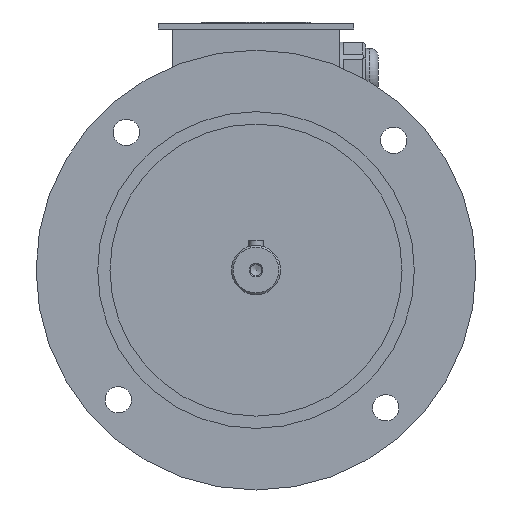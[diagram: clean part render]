
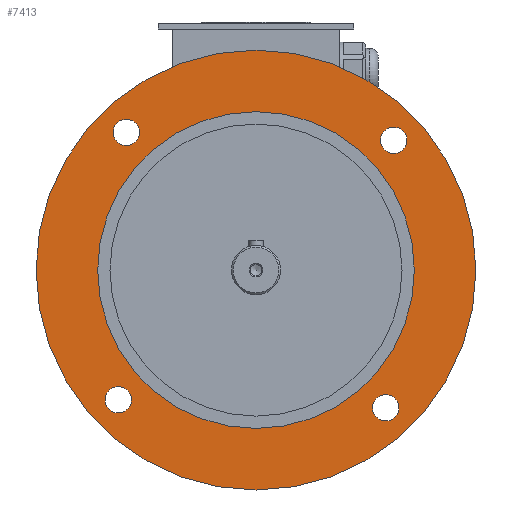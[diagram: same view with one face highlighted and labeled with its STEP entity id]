
A CAD part, front view. The second image highlights one B-rep face of the part: STEP entity #7413.
In plain terms, the highlighted planar face has unit normal (0, -1, 0).
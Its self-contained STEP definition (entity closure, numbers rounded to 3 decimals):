
#204=CIRCLE('',#7726,7.5);
#206=CIRCLE('',#7729,7.5);
#208=CIRCLE('',#7732,7.5);
#213=CIRCLE('',#7739,90.);
#223=CIRCLE('',#7763,7.5);
#224=CIRCLE('',#7764,125.);
#471=ORIENTED_EDGE('',*,*,#1948,.F.);
#472=ORIENTED_EDGE('',*,*,#1950,.F.);
#473=ORIENTED_EDGE('',*,*,#1952,.F.);
#474=ORIENTED_EDGE('',*,*,#1977,.F.);
#475=ORIENTED_EDGE('',*,*,#1978,.F.);
#476=ORIENTED_EDGE('',*,*,#1957,.T.);
#1948=EDGE_CURVE('',#2711,#2711,#204,.T.);
#1950=EDGE_CURVE('',#2713,#2713,#206,.T.);
#1952=EDGE_CURVE('',#2715,#2715,#208,.T.);
#1957=EDGE_CURVE('',#2720,#2720,#213,.T.);
#1977=EDGE_CURVE('',#2737,#2737,#223,.T.);
#1978=EDGE_CURVE('',#2738,#2738,#224,.T.);
#2711=VERTEX_POINT('',#9876);
#2713=VERTEX_POINT('',#9881);
#2715=VERTEX_POINT('',#9886);
#2720=VERTEX_POINT('',#9898);
#2737=VERTEX_POINT('',#10149);
#2738=VERTEX_POINT('',#10151);
#4199=EDGE_LOOP('',(#471));
#4200=EDGE_LOOP('',(#472));
#4201=EDGE_LOOP('',(#473));
#4202=EDGE_LOOP('',(#474));
#4203=EDGE_LOOP('',(#475));
#4204=EDGE_LOOP('',(#476));
#4590=FACE_BOUND('',#4199,.T.);
#4591=FACE_BOUND('',#4200,.T.);
#4592=FACE_BOUND('',#4201,.T.);
#4593=FACE_BOUND('',#4202,.T.);
#4594=FACE_BOUND('',#4203,.T.);
#4595=FACE_BOUND('',#4204,.T.);
#4953=PLANE('',#7762);
#7413=ADVANCED_FACE('',(#4590,#4591,#4592,#4593,#4594,#4595),#4953,.F.);
#7726=AXIS2_PLACEMENT_3D('',#9875,#8298,#8299);
#7729=AXIS2_PLACEMENT_3D('',#9880,#8304,#8305);
#7732=AXIS2_PLACEMENT_3D('',#9885,#8310,#8311);
#7739=AXIS2_PLACEMENT_3D('',#9897,#8324,#8325);
#7762=AXIS2_PLACEMENT_3D('',#10147,#8378,#8379);
#7763=AXIS2_PLACEMENT_3D('',#10148,#8380,#8381);
#7764=AXIS2_PLACEMENT_3D('',#10150,#8382,#8383);
#8298=DIRECTION('',(0.,-1.,0.));
#8299=DIRECTION('',(0.,0.,1.));
#8304=DIRECTION('',(0.,-1.,0.));
#8305=DIRECTION('',(-1.,0.,0.));
#8310=DIRECTION('',(0.,-1.,0.));
#8311=DIRECTION('',(0.,0.,-1.));
#8324=DIRECTION('',(0.,1.,0.));
#8325=DIRECTION('',(0.,0.,1.));
#8378=DIRECTION('',(0.,1.,0.));
#8379=DIRECTION('',(0.,0.,1.));
#8380=DIRECTION('',(0.,-1.,0.));
#8381=DIRECTION('',(1.,0.,0.));
#8382=DIRECTION('',(0.,1.,0.));
#8383=DIRECTION('',(1.,0.,0.));
#9875=CARTESIAN_POINT('',(-78.247,-35.,-73.707));
#9876=CARTESIAN_POINT('',(-78.247,-35.,-66.207));
#9880=CARTESIAN_POINT('',(73.707,-35.,-78.247));
#9881=CARTESIAN_POINT('',(66.207,-35.,-78.247));
#9885=CARTESIAN_POINT('',(78.247,-35.,73.707));
#9886=CARTESIAN_POINT('',(78.247,-35.,66.207));
#9897=CARTESIAN_POINT('',(0.,-35.,0.));
#9898=CARTESIAN_POINT('',(0.,-35.,90.));
#10147=CARTESIAN_POINT('',(0.,-35.,0.));
#10148=CARTESIAN_POINT('',(-73.707,-35.,78.247));
#10149=CARTESIAN_POINT('',(-66.207,-35.,78.247));
#10150=CARTESIAN_POINT('',(0.,-35.,0.));
#10151=CARTESIAN_POINT('',(125.,-35.,0.));
